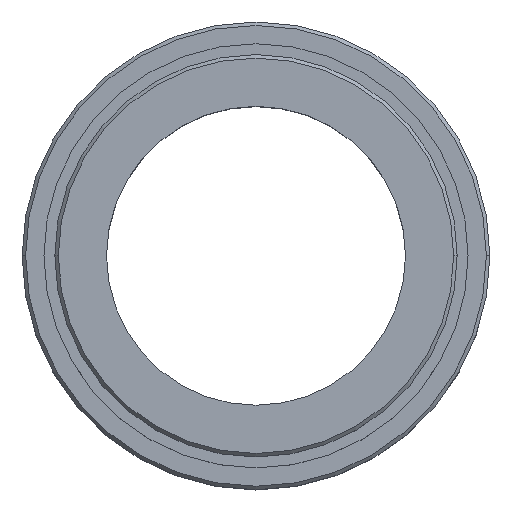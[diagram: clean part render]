
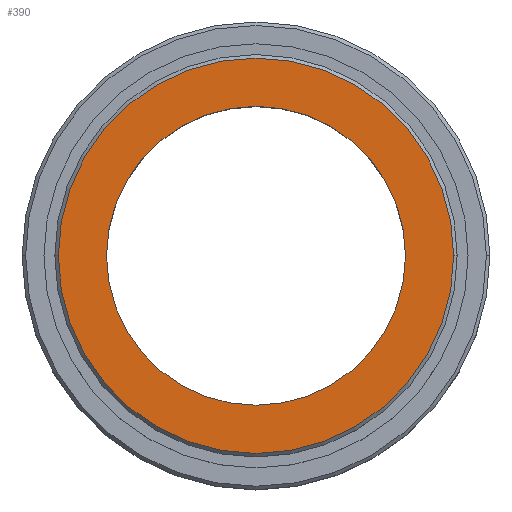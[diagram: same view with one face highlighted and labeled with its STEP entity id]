
A CAD part, top view. The second image highlights one B-rep face of the part: STEP entity #390.
In plain terms, the highlighted planar face has unit normal (0, 0, 1).
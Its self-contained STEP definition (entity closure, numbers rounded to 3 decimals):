
#1 = VERTEX_POINT ( 'NONE', #37 ) ;
#22 = VERTEX_POINT ( 'NONE', #180 ) ;
#37 = CARTESIAN_POINT ( 'NONE',  ( 8.544, 0., 11.084 ) ) ;
#50 = CIRCLE ( 'NONE', #529, 11.3 ) ;
#59 = EDGE_CURVE ( 'NONE', #22, #1, #581, .T. ) ;
#160 = AXIS2_PLACEMENT_3D ( 'NONE', #318, #191, #414 ) ;
#172 = FACE_BOUND ( 'NONE', #173, .T. ) ;
#173 = EDGE_LOOP ( 'NONE', ( #792, #502 ) ) ;
#180 = CARTESIAN_POINT ( 'NONE',  ( -8.544, 0., 11.084 ) ) ;
#191 = DIRECTION ( 'NONE',  ( 0., 0., 1. ) ) ;
#275 = EDGE_CURVE ( 'NONE', #729, #346, #797, .T. ) ;
#288 = DIRECTION ( 'NONE',  ( -1., 0., 0. ) ) ;
#307 = EDGE_CURVE ( 'NONE', #1, #22, #700, .T. ) ;
#318 = CARTESIAN_POINT ( 'NONE',  ( 0., 0., 11.084 ) ) ;
#327 = EDGE_LOOP ( 'NONE', ( #336, #480 ) ) ;
#336 = ORIENTED_EDGE ( 'NONE', *, *, #275, .T. ) ;
#346 = VERTEX_POINT ( 'NONE', #761 ) ;
#354 = CARTESIAN_POINT ( 'NONE',  ( 0., 0., 11.084 ) ) ;
#369 = EDGE_CURVE ( 'NONE', #346, #729, #50, .T. ) ;
#371 = DIRECTION ( 'NONE',  ( 0., 0., -1. ) ) ;
#379 = CARTESIAN_POINT ( 'NONE',  ( -11.3, 0., 11.084 ) ) ;
#390 = ADVANCED_FACE ( 'NONE', ( #172, #726 ), #764, .T. ) ;
#414 = DIRECTION ( 'NONE',  ( 1., 0., 0. ) ) ;
#480 = ORIENTED_EDGE ( 'NONE', *, *, #369, .T. ) ;
#481 = DIRECTION ( 'NONE',  ( 1., 0., 0. ) ) ;
#487 = AXIS2_PLACEMENT_3D ( 'NONE', #630, #625, #627 ) ;
#502 = ORIENTED_EDGE ( 'NONE', *, *, #307, .T. ) ;
#504 = AXIS2_PLACEMENT_3D ( 'NONE', #743, #744, #745 ) ;
#529 = AXIS2_PLACEMENT_3D ( 'NONE', #765, #733, #481 ) ;
#581 = CIRCLE ( 'NONE', #680, 8.544 ) ;
#625 = DIRECTION ( 'NONE',  ( 0., 0., 1. ) ) ;
#627 = DIRECTION ( 'NONE',  ( 1., 0., 0. ) ) ;
#630 = CARTESIAN_POINT ( 'NONE',  ( 0., 0., 11.084 ) ) ;
#680 = AXIS2_PLACEMENT_3D ( 'NONE', #354, #371, #288 ) ;
#700 = CIRCLE ( 'NONE', #504, 8.544 ) ;
#726 = FACE_OUTER_BOUND ( 'NONE', #327, .T. ) ;
#729 = VERTEX_POINT ( 'NONE', #379 ) ;
#733 = DIRECTION ( 'NONE',  ( 0., 0., 1. ) ) ;
#743 = CARTESIAN_POINT ( 'NONE',  ( 0., 0., 11.084 ) ) ;
#744 = DIRECTION ( 'NONE',  ( 0., 0., -1. ) ) ;
#745 = DIRECTION ( 'NONE',  ( -1., 0., 0. ) ) ;
#761 = CARTESIAN_POINT ( 'NONE',  ( 11.3, 0., 11.084 ) ) ;
#764 = PLANE ( 'NONE',  #160 ) ;
#765 = CARTESIAN_POINT ( 'NONE',  ( 0., 0., 11.084 ) ) ;
#792 = ORIENTED_EDGE ( 'NONE', *, *, #59, .T. ) ;
#797 = CIRCLE ( 'NONE', #487, 11.3 ) ;
